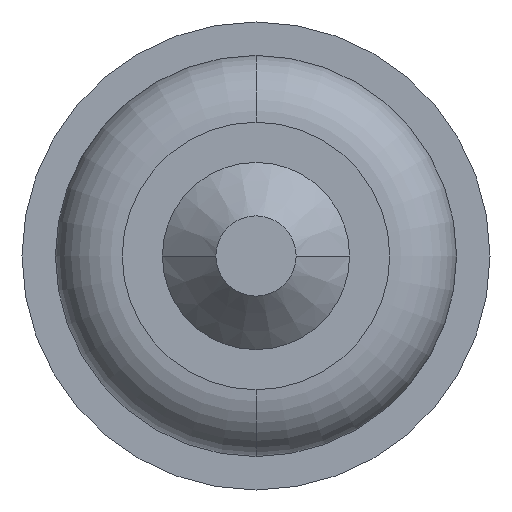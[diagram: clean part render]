
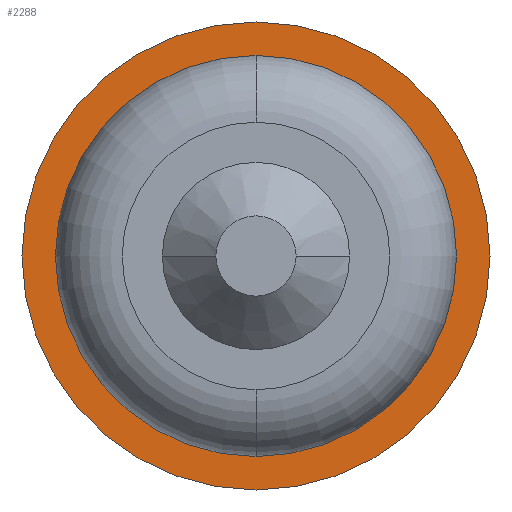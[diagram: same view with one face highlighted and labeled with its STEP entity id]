
A CAD part, front view. The second image highlights one B-rep face of the part: STEP entity #2288.
In plain terms, the highlighted planar face has unit normal (0, -1, 0).
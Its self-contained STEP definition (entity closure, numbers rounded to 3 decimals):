
#2 = EDGE_LOOP ( 'NONE', ( #842, #2727 ) ) ;
#76 = CIRCLE ( 'NONE', #2596, 1.75 ) ;
#127 = DIRECTION ( 'NONE',  ( 0., 0., -1. ) ) ;
#157 = AXIS2_PLACEMENT_3D ( 'NONE', #339, #2159, #2714 ) ;
#202 = VERTEX_POINT ( 'NONE', #2067 ) ;
#279 = CIRCLE ( 'NONE', #794, 1.75 ) ;
#339 = CARTESIAN_POINT ( 'NONE',  ( 1.5, 17., 0. ) ) ;
#350 = EDGE_CURVE ( 'Defeature ausgef�hrt1_2+Defeature ausgef�hrt1_3+Defeature ausgef�hrt1_3+Defeature ausgef�hrt1_3', #3344, #486, #279, .T. ) ;
#371 = DIRECTION ( 'NONE',  ( 0., -1., 0. ) ) ;
#460 = CIRCLE ( 'NONE', #1175, 1.5 ) ;
#486 = VERTEX_POINT ( 'NONE', #694 ) ;
#515 = FACE_BOUND ( 'NONE', #2, .T. ) ;
#591 = VERTEX_POINT ( 'NONE', #2309 ) ;
#638 = EDGE_CURVE ( 'Defeature ausgef�hrt1_1+Defeature ausgef�hrt1_2+Defeature ausgef�hrt1_2+Defeature ausgef�hrt1_2', #591, #202, #3749, .T. ) ;
#654 = CARTESIAN_POINT ( 'NONE',  ( 0., 17., 0. ) ) ;
#694 = CARTESIAN_POINT ( 'NONE',  ( 0., 17., 1.75 ) ) ;
#738 = CARTESIAN_POINT ( 'NONE',  ( 0., 17., 0. ) ) ;
#748 = FACE_OUTER_BOUND ( 'NONE', #1793, .T. ) ;
#794 = AXIS2_PLACEMENT_3D ( 'NONE', #654, #371, #3106 ) ;
#842 = ORIENTED_EDGE ( 'NONE', *, *, #990, .F. ) ;
#926 = ORIENTED_EDGE ( 'NONE', *, *, #1752, .T. ) ;
#990 = EDGE_CURVE ( 'Defeature ausgef�hrt1_1+Defeature ausgef�hrt1_2+Defeature ausgef�hrt1_2+Defeature ausgef�hrt1_2', #202, #591, #460, .T. ) ;
#1042 = DIRECTION ( 'NONE',  ( 0., -1., 0. ) ) ;
#1175 = AXIS2_PLACEMENT_3D ( 'NONE', #3143, #3754, #3477 ) ;
#1376 = DIRECTION ( 'NONE',  ( 0., -1., 0. ) ) ;
#1752 = EDGE_CURVE ( 'Defeature ausgef�hrt1_2+Defeature ausgef�hrt1_3+Defeature ausgef�hrt1_3+Defeature ausgef�hrt1_3', #486, #3344, #76, .T. ) ;
#1793 = EDGE_LOOP ( 'NONE', ( #3366, #926 ) ) ;
#2013 = DIRECTION ( 'NONE',  ( 0., 0., -1. ) ) ;
#2067 = CARTESIAN_POINT ( 'NONE',  ( 0., 17., -1.5 ) ) ;
#2159 = DIRECTION ( 'NONE',  ( 0., -1., 0. ) ) ;
#2288 = ADVANCED_FACE ( 'Defeature ausgef�hrt1_2', ( #748, #515 ), #3652, .T. ) ;
#2309 = CARTESIAN_POINT ( 'NONE',  ( 0., 17., 1.5 ) ) ;
#2449 = AXIS2_PLACEMENT_3D ( 'NONE', #738, #1376, #2013 ) ;
#2596 = AXIS2_PLACEMENT_3D ( 'NONE', #3833, #1042, #127 ) ;
#2714 = DIRECTION ( 'NONE',  ( 0., 0., -1. ) ) ;
#2727 = ORIENTED_EDGE ( 'NONE', *, *, #638, .F. ) ;
#3106 = DIRECTION ( 'NONE',  ( 0., 0., -1. ) ) ;
#3143 = CARTESIAN_POINT ( 'NONE',  ( 0., 17., 0. ) ) ;
#3344 = VERTEX_POINT ( 'NONE', #3776 ) ;
#3366 = ORIENTED_EDGE ( 'NONE', *, *, #350, .T. ) ;
#3477 = DIRECTION ( 'NONE',  ( 0., 0., -1. ) ) ;
#3652 = PLANE ( 'NONE',  #157 ) ;
#3749 = CIRCLE ( 'NONE', #2449, 1.5 ) ;
#3754 = DIRECTION ( 'NONE',  ( 0., -1., 0. ) ) ;
#3776 = CARTESIAN_POINT ( 'NONE',  ( 0., 17., -1.75 ) ) ;
#3833 = CARTESIAN_POINT ( 'NONE',  ( 0., 17., 0. ) ) ;
